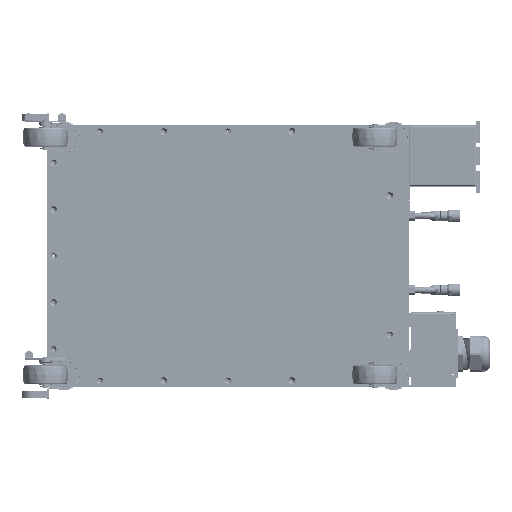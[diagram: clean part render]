
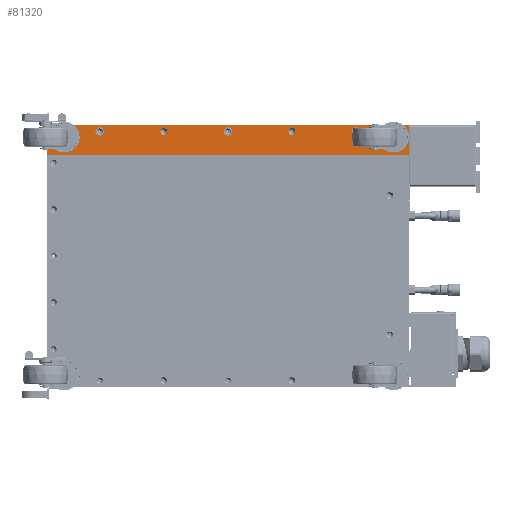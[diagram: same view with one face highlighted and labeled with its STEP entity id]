
A CAD part, front view. The second image highlights one B-rep face of the part: STEP entity #81320.
In plain terms, the highlighted face is planar.
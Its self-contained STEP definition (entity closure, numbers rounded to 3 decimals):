
#2988=FACE_BOUND('',#12105,.T.);
#2989=FACE_BOUND('',#12106,.T.);
#2990=FACE_BOUND('',#12107,.T.);
#2991=FACE_BOUND('',#12108,.T.);
#2992=FACE_BOUND('',#12109,.T.);
#2993=FACE_BOUND('',#12110,.T.);
#2994=FACE_BOUND('',#12111,.T.);
#2995=FACE_BOUND('',#12112,.T.);
#2996=FACE_BOUND('',#12113,.T.);
#2997=FACE_BOUND('',#12114,.T.);
#2998=FACE_BOUND('',#12115,.T.);
#5251=PLANE('',#87984);
#7603=FACE_OUTER_BOUND('',#12104,.T.);
#12104=EDGE_LOOP('',(#58316,#58317,#58318,#58319));
#12105=EDGE_LOOP('',(#58320,#58321));
#12106=EDGE_LOOP('',(#58322,#58323));
#12107=EDGE_LOOP('',(#58324,#58325));
#12108=EDGE_LOOP('',(#58326,#58327));
#12109=EDGE_LOOP('',(#58328,#58329));
#12110=EDGE_LOOP('',(#58330,#58331));
#12111=EDGE_LOOP('',(#58332,#58333));
#12112=EDGE_LOOP('',(#58334,#58335));
#12113=EDGE_LOOP('',(#58336,#58337));
#12114=EDGE_LOOP('',(#58338));
#12115=EDGE_LOOP('',(#58339));
#18193=LINE('',#124967,#24680);
#18195=LINE('',#124971,#24682);
#18197=LINE('',#124975,#24684);
#18199=LINE('',#124978,#24686);
#24680=VECTOR('',#99598,0.394);
#24682=VECTOR('',#99602,0.394);
#24684=VECTOR('',#99606,0.394);
#24686=VECTOR('',#99610,0.394);
#31209=CIRCLE('',#87914,0.2);
#31210=CIRCLE('',#87915,0.2);
#31214=CIRCLE('',#87921,0.2);
#31215=CIRCLE('',#87922,0.2);
#31219=CIRCLE('',#87928,0.2);
#31220=CIRCLE('',#87929,0.2);
#31224=CIRCLE('',#87935,0.2);
#31225=CIRCLE('',#87936,0.2);
#31229=CIRCLE('',#87942,0.281);
#31230=CIRCLE('',#87943,0.281);
#31232=CIRCLE('',#87946,0.281);
#31233=CIRCLE('',#87947,0.281);
#31235=CIRCLE('',#87950,0.281);
#31236=CIRCLE('',#87951,0.281);
#31238=CIRCLE('',#87954,0.225);
#31239=CIRCLE('',#87955,0.225);
#31243=CIRCLE('',#87961,0.225);
#31244=CIRCLE('',#87962,0.225);
#31252=CIRCLE('',#87977,0.281);
#31253=CIRCLE('',#87979,0.281);
#36415=VERTEX_POINT('',#124807);
#36416=VERTEX_POINT('',#124808);
#36420=VERTEX_POINT('',#124821);
#36421=VERTEX_POINT('',#124822);
#36425=VERTEX_POINT('',#124835);
#36426=VERTEX_POINT('',#124836);
#36430=VERTEX_POINT('',#124849);
#36431=VERTEX_POINT('',#124850);
#36435=VERTEX_POINT('',#124863);
#36436=VERTEX_POINT('',#124864);
#36438=VERTEX_POINT('',#124871);
#36439=VERTEX_POINT('',#124872);
#36441=VERTEX_POINT('',#124879);
#36442=VERTEX_POINT('',#124880);
#36444=VERTEX_POINT('',#124887);
#36445=VERTEX_POINT('',#124888);
#36449=VERTEX_POINT('',#124901);
#36450=VERTEX_POINT('',#124902);
#36470=VERTEX_POINT('',#124956);
#36471=VERTEX_POINT('',#124960);
#36472=VERTEX_POINT('',#124964);
#36473=VERTEX_POINT('',#124966);
#36474=VERTEX_POINT('',#124970);
#36475=VERTEX_POINT('',#124974);
#44910=EDGE_CURVE('',#36415,#36416,#31209,.T.);
#44911=EDGE_CURVE('',#36416,#36415,#31210,.T.);
#44917=EDGE_CURVE('',#36420,#36421,#31214,.T.);
#44918=EDGE_CURVE('',#36421,#36420,#31215,.T.);
#44924=EDGE_CURVE('',#36425,#36426,#31219,.T.);
#44925=EDGE_CURVE('',#36426,#36425,#31220,.T.);
#44931=EDGE_CURVE('',#36430,#36431,#31224,.T.);
#44932=EDGE_CURVE('',#36431,#36430,#31225,.T.);
#44938=EDGE_CURVE('',#36435,#36436,#31229,.T.);
#44939=EDGE_CURVE('',#36436,#36435,#31230,.T.);
#44942=EDGE_CURVE('',#36438,#36439,#31232,.T.);
#44943=EDGE_CURVE('',#36439,#36438,#31233,.T.);
#44946=EDGE_CURVE('',#36441,#36442,#31235,.T.);
#44947=EDGE_CURVE('',#36442,#36441,#31236,.T.);
#44950=EDGE_CURVE('',#36444,#36445,#31238,.T.);
#44951=EDGE_CURVE('',#36445,#36444,#31239,.T.);
#44957=EDGE_CURVE('',#36449,#36450,#31243,.T.);
#44958=EDGE_CURVE('',#36450,#36449,#31244,.T.);
#44985=EDGE_CURVE('',#36470,#36470,#31252,.T.);
#44987=EDGE_CURVE('',#36471,#36471,#31253,.T.);
#44989=EDGE_CURVE('',#36473,#36472,#18193,.T.);
#44991=EDGE_CURVE('',#36474,#36473,#18195,.T.);
#44993=EDGE_CURVE('',#36475,#36474,#18197,.T.);
#44995=EDGE_CURVE('',#36472,#36475,#18199,.T.);
#58316=ORIENTED_EDGE('',*,*,#44995,.T.);
#58317=ORIENTED_EDGE('',*,*,#44993,.T.);
#58318=ORIENTED_EDGE('',*,*,#44991,.T.);
#58319=ORIENTED_EDGE('',*,*,#44989,.T.);
#58320=ORIENTED_EDGE('',*,*,#44910,.T.);
#58321=ORIENTED_EDGE('',*,*,#44911,.T.);
#58322=ORIENTED_EDGE('',*,*,#44917,.T.);
#58323=ORIENTED_EDGE('',*,*,#44918,.T.);
#58324=ORIENTED_EDGE('',*,*,#44924,.T.);
#58325=ORIENTED_EDGE('',*,*,#44925,.T.);
#58326=ORIENTED_EDGE('',*,*,#44931,.T.);
#58327=ORIENTED_EDGE('',*,*,#44932,.T.);
#58328=ORIENTED_EDGE('',*,*,#44938,.T.);
#58329=ORIENTED_EDGE('',*,*,#44939,.T.);
#58330=ORIENTED_EDGE('',*,*,#44942,.T.);
#58331=ORIENTED_EDGE('',*,*,#44943,.T.);
#58332=ORIENTED_EDGE('',*,*,#44946,.T.);
#58333=ORIENTED_EDGE('',*,*,#44947,.T.);
#58334=ORIENTED_EDGE('',*,*,#44950,.T.);
#58335=ORIENTED_EDGE('',*,*,#44951,.T.);
#58336=ORIENTED_EDGE('',*,*,#44957,.T.);
#58337=ORIENTED_EDGE('',*,*,#44958,.T.);
#58338=ORIENTED_EDGE('',*,*,#44985,.T.);
#58339=ORIENTED_EDGE('',*,*,#44987,.T.);
#81320=ADVANCED_FACE('',(#7603,#2988,#2989,#2990,#2991,#2992,#2993,#2994,
#2995,#2996,#2997,#2998),#5251,.T.);
#87914=AXIS2_PLACEMENT_3D('',#124809,#99430,#99431);
#87915=AXIS2_PLACEMENT_3D('',#124810,#99432,#99433);
#87921=AXIS2_PLACEMENT_3D('',#124823,#99446,#99447);
#87922=AXIS2_PLACEMENT_3D('',#124824,#99448,#99449);
#87928=AXIS2_PLACEMENT_3D('',#124837,#99462,#99463);
#87929=AXIS2_PLACEMENT_3D('',#124838,#99464,#99465);
#87935=AXIS2_PLACEMENT_3D('',#124851,#99478,#99479);
#87936=AXIS2_PLACEMENT_3D('',#124852,#99480,#99481);
#87942=AXIS2_PLACEMENT_3D('',#124865,#99494,#99495);
#87943=AXIS2_PLACEMENT_3D('',#124866,#99496,#99497);
#87946=AXIS2_PLACEMENT_3D('',#124873,#99503,#99504);
#87947=AXIS2_PLACEMENT_3D('',#124874,#99505,#99506);
#87950=AXIS2_PLACEMENT_3D('',#124881,#99512,#99513);
#87951=AXIS2_PLACEMENT_3D('',#124882,#99514,#99515);
#87954=AXIS2_PLACEMENT_3D('',#124889,#99521,#99522);
#87955=AXIS2_PLACEMENT_3D('',#124890,#99523,#99524);
#87961=AXIS2_PLACEMENT_3D('',#124903,#99537,#99538);
#87962=AXIS2_PLACEMENT_3D('',#124904,#99539,#99540);
#87977=AXIS2_PLACEMENT_3D('',#124958,#99588,#99589);
#87979=AXIS2_PLACEMENT_3D('',#124962,#99593,#99594);
#87984=AXIS2_PLACEMENT_3D('',#124979,#99611,#99612);
#99430=DIRECTION('center_axis',(0.,0.,1.));
#99431=DIRECTION('ref_axis',(1.,0.,0.));
#99432=DIRECTION('center_axis',(0.,0.,1.));
#99433=DIRECTION('ref_axis',(1.,0.,0.));
#99446=DIRECTION('center_axis',(0.,0.,1.));
#99447=DIRECTION('ref_axis',(1.,0.,0.));
#99448=DIRECTION('center_axis',(0.,0.,1.));
#99449=DIRECTION('ref_axis',(1.,0.,0.));
#99462=DIRECTION('center_axis',(0.,0.,1.));
#99463=DIRECTION('ref_axis',(1.,0.,0.));
#99464=DIRECTION('center_axis',(0.,0.,1.));
#99465=DIRECTION('ref_axis',(1.,0.,0.));
#99478=DIRECTION('center_axis',(0.,0.,1.));
#99479=DIRECTION('ref_axis',(1.,0.,0.));
#99480=DIRECTION('center_axis',(0.,0.,1.));
#99481=DIRECTION('ref_axis',(1.,0.,0.));
#99494=DIRECTION('center_axis',(0.,0.,1.));
#99495=DIRECTION('ref_axis',(1.,0.,0.));
#99496=DIRECTION('center_axis',(0.,0.,1.));
#99497=DIRECTION('ref_axis',(1.,0.,0.));
#99503=DIRECTION('center_axis',(0.,0.,1.));
#99504=DIRECTION('ref_axis',(1.,0.,0.));
#99505=DIRECTION('center_axis',(0.,0.,1.));
#99506=DIRECTION('ref_axis',(1.,0.,0.));
#99512=DIRECTION('center_axis',(0.,0.,1.));
#99513=DIRECTION('ref_axis',(1.,0.,0.));
#99514=DIRECTION('center_axis',(0.,0.,1.));
#99515=DIRECTION('ref_axis',(1.,0.,0.));
#99521=DIRECTION('center_axis',(0.,0.,1.));
#99522=DIRECTION('ref_axis',(1.,0.,0.));
#99523=DIRECTION('center_axis',(0.,0.,1.));
#99524=DIRECTION('ref_axis',(1.,0.,0.));
#99537=DIRECTION('center_axis',(0.,0.,1.));
#99538=DIRECTION('ref_axis',(1.,0.,0.));
#99539=DIRECTION('center_axis',(0.,0.,1.));
#99540=DIRECTION('ref_axis',(1.,0.,0.));
#99588=DIRECTION('center_axis',(0.,0.,1.));
#99589=DIRECTION('ref_axis',(1.,0.,0.));
#99593=DIRECTION('center_axis',(0.,0.,1.));
#99594=DIRECTION('ref_axis',(1.,0.,0.));
#99598=DIRECTION('',(1.,0.,0.));
#99602=DIRECTION('',(0.,1.,0.));
#99606=DIRECTION('',(-1.,0.,0.));
#99610=DIRECTION('',(0.,-1.,0.));
#99611=DIRECTION('center_axis',(0.,0.,-1.));
#99612=DIRECTION('ref_axis',(-1.,0.,0.));
#124807=CARTESIAN_POINT('',(2.395,-1.938,-0.125));
#124808=CARTESIAN_POINT('',(1.995,-1.938,-0.125));
#124809=CARTESIAN_POINT('Origin',(2.195,-1.938,-0.125));
#124810=CARTESIAN_POINT('Origin',(2.195,-1.938,-0.125));
#124821=CARTESIAN_POINT('',(24.25,-1.938,-0.125));
#124822=CARTESIAN_POINT('',(23.85,-1.938,-0.125));
#124823=CARTESIAN_POINT('Origin',(24.05,-1.938,-0.125));
#124824=CARTESIAN_POINT('Origin',(24.05,-1.938,-0.125));
#124835=CARTESIAN_POINT('',(23.15,-1.938,-0.125));
#124836=CARTESIAN_POINT('',(22.75,-1.938,-0.125));
#124837=CARTESIAN_POINT('Origin',(22.95,-1.938,-0.125));
#124838=CARTESIAN_POINT('Origin',(22.95,-1.938,-0.125));
#124849=CARTESIAN_POINT('',(1.295,-1.938,-0.125));
#124850=CARTESIAN_POINT('',(0.895,-1.938,-0.125));
#124851=CARTESIAN_POINT('Origin',(1.095,-1.938,-0.125));
#124852=CARTESIAN_POINT('Origin',(1.095,-1.938,-0.125));
#124863=CARTESIAN_POINT('',(4.281,-2.063,-0.125));
#124864=CARTESIAN_POINT('',(3.719,-2.063,-0.125));
#124865=CARTESIAN_POINT('Origin',(4.,-2.063,-0.125));
#124866=CARTESIAN_POINT('Origin',(4.,-2.063,-0.125));
#124871=CARTESIAN_POINT('',(21.281,-2.063,-0.125));
#124872=CARTESIAN_POINT('',(20.719,-2.063,-0.125));
#124873=CARTESIAN_POINT('Origin',(21.,-2.063,-0.125));
#124874=CARTESIAN_POINT('Origin',(21.,-2.063,-0.125));
#124879=CARTESIAN_POINT('',(12.781,-2.063,-0.125));
#124880=CARTESIAN_POINT('',(12.219,-2.063,-0.125));
#124881=CARTESIAN_POINT('Origin',(12.5,-2.063,-0.125));
#124882=CARTESIAN_POINT('Origin',(12.5,-2.063,-0.125));
#124887=CARTESIAN_POINT('',(8.475,-2.063,-0.125));
#124888=CARTESIAN_POINT('',(8.025,-2.063,-0.125));
#124889=CARTESIAN_POINT('Origin',(8.25,-2.063,-0.125));
#124890=CARTESIAN_POINT('Origin',(8.25,-2.063,-0.125));
#124901=CARTESIAN_POINT('',(16.975,-2.063,-0.125));
#124902=CARTESIAN_POINT('',(16.525,-2.063,-0.125));
#124903=CARTESIAN_POINT('Origin',(16.75,-2.063,-0.125));
#124904=CARTESIAN_POINT('Origin',(16.75,-2.063,-0.125));
#124956=CARTESIAN_POINT('',(23.219,-1.688,-0.125));
#124958=CARTESIAN_POINT('Origin',(23.5,-1.688,-0.125));
#124960=CARTESIAN_POINT('',(1.364,-1.688,-0.125));
#124962=CARTESIAN_POINT('Origin',(1.645,-1.688,-0.125));
#124964=CARTESIAN_POINT('',(24.5,-0.5,-0.125));
#124966=CARTESIAN_POINT('',(0.5,-0.5,-0.125));
#124967=CARTESIAN_POINT('',(24.5,-0.5,-0.125));
#124970=CARTESIAN_POINT('',(0.5,-2.5,-0.125));
#124971=CARTESIAN_POINT('',(0.5,-0.5,-0.125));
#124974=CARTESIAN_POINT('',(24.5,-2.5,-0.125));
#124975=CARTESIAN_POINT('',(0.5,-2.5,-0.125));
#124978=CARTESIAN_POINT('',(24.5,-2.5,-0.125));
#124979=CARTESIAN_POINT('Origin',(12.5,-1.5,-0.125));
